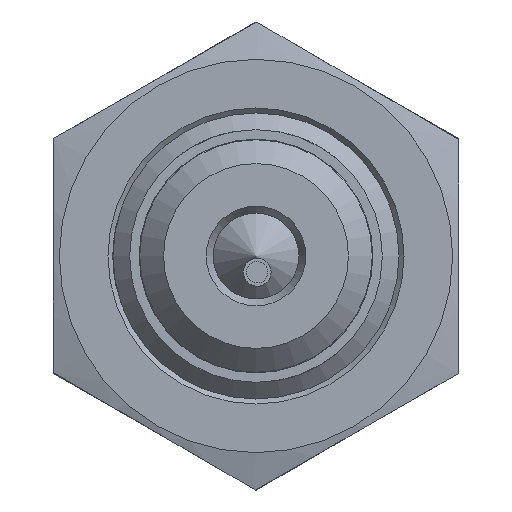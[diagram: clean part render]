
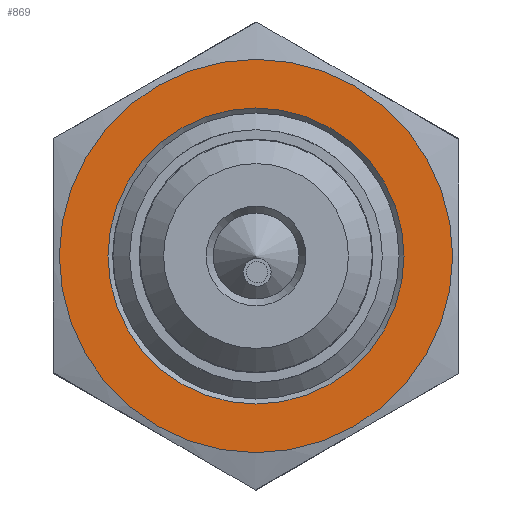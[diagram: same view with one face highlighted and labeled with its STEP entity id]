
A CAD part, left-side view. The second image highlights one B-rep face of the part: STEP entity #869.
In plain terms, the highlighted planar face has unit normal (-1, 0, 0).
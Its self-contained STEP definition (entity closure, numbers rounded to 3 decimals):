
#81=PLANE('',#988);
#136=FACE_BOUND('',#349,.T.);
#174=CIRCLE('',#979,8.25);
#176=CIRCLE('',#985,6.209);
#244=FACE_OUTER_BOUND('',#348,.T.);
#348=EDGE_LOOP('',(#674));
#349=EDGE_LOOP('',(#675));
#447=VERTEX_POINT('',#1743);
#449=VERTEX_POINT('',#1755);
#525=EDGE_CURVE('',#447,#447,#174,.T.);
#531=EDGE_CURVE('',#449,#449,#176,.T.);
#674=ORIENTED_EDGE('',*,*,#525,.T.);
#675=ORIENTED_EDGE('',*,*,#531,.F.);
#869=ADVANCED_FACE('',(#244,#136),#81,.T.);
#979=AXIS2_PLACEMENT_3D('',#1744,#1148,#1149);
#985=AXIS2_PLACEMENT_3D('',#1756,#1164,#1165);
#988=AXIS2_PLACEMENT_3D('',#1760,#1170,#1171);
#1148=DIRECTION('center_axis',(-1.,0.,0.));
#1149=DIRECTION('ref_axis',(0.,-1.,-0.002));
#1164=DIRECTION('center_axis',(-1.,0.,0.));
#1165=DIRECTION('ref_axis',(0.,0.,
-1.));
#1170=DIRECTION('center_axis',(-1.,0.,0.));
#1171=DIRECTION('ref_axis',(0.,0.,
1.));
#1743=CARTESIAN_POINT('',(11.7,-3.75,0.48));
#1744=CARTESIAN_POINT('Origin',(11.7,4.5,0.5));
#1755=CARTESIAN_POINT('',(11.7,4.5,6.709));
#1756=CARTESIAN_POINT('Origin',(11.7,4.5,0.5));
#1760=CARTESIAN_POINT('Origin',(11.7,4.5,0.5));
